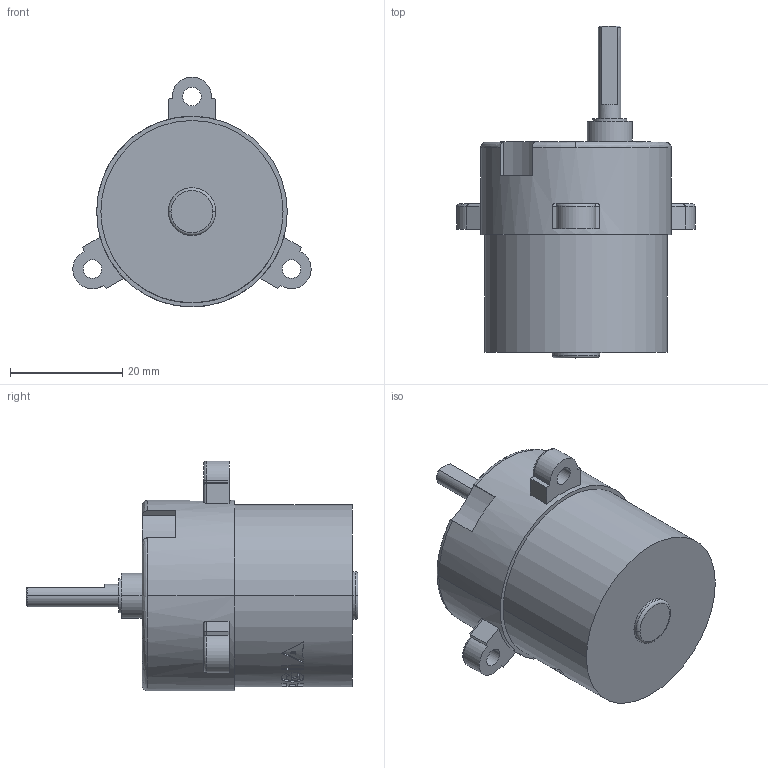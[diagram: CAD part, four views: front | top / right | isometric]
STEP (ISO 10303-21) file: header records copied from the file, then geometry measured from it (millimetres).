
FILE_DESCRIPTION (( 'STEP AP214' ), '1' );
FILE_NAME ('B138F.STEP', '2010-10-06T14:35:26', ( '' ), ( '' ), 'SwSTEP 2.0', 'SolidWorks 2010', '' );
FILE_SCHEMA (( 'AUTOMOTIVE_DESIGN' ));
Length unit declared in the file: millimetre
Products named in the file (3): MicroMotor Kugg B138 F; B138Fmotor; B138F
Assembly tree (2 placements, depth 2):
  B138F
    B138Fmotor
    MicroMotor Kugg B138 F
Bounding box: 42.49 x 59.2 x 41 mm (x, y, z)
Volume: 33071.5 mm3; surface area: 8551.7 mm2
Topology: 2 solids, 3 shells, 216 faces, 538 edges, 353 vertices
Faces by surface type: bspline 77, plane 71, cylinder 58, torus 8, cone 2
Entity records: 13661 total; most frequent: CARTESIAN_POINT 6885, ORIENTED_EDGE 1076, DIRECTION 676, EDGE_CURVE 538, VERTEX_POINT 353, AXIS2_PLACEMENT_3D 266, B_SPLINE_CURVE_WITH_KNOTS 263, EDGE_LOOP 247
